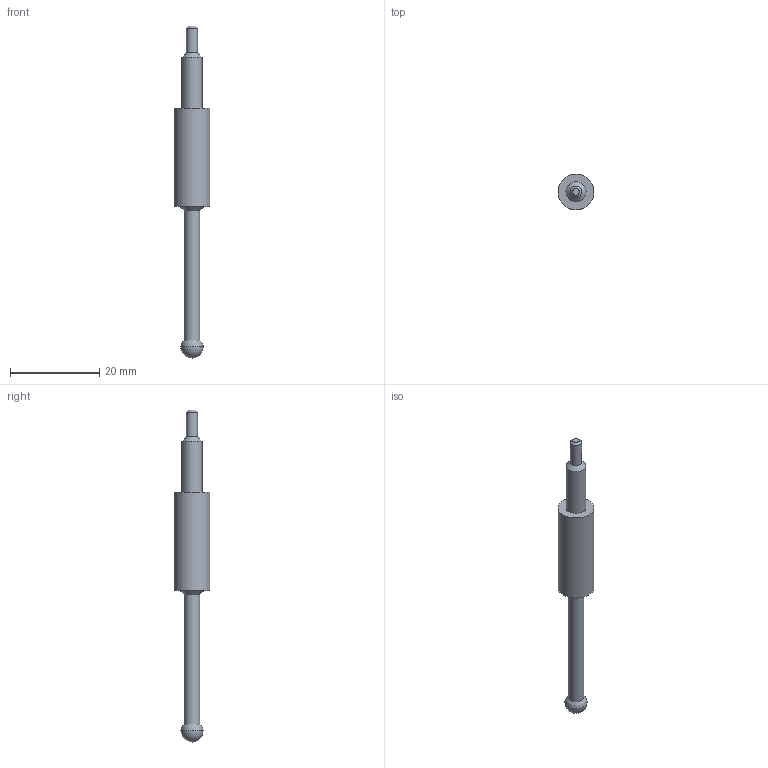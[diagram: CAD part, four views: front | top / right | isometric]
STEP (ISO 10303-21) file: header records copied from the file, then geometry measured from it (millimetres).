
FILE_DESCRIPTION(/* description */ (''),/* implementation_level */ '2;1');
FILE_NAME(/* name */ 'DCM1M.stp',/* time_stamp */ '2014-11-27T15:15:45+01:00',/* author */ ('sh'),/* organization */ (''),/* preprocessor_version */ 'ST-DEVELOPER v15.2',/* originating_system */ 'Autodesk Inventor 2014',/* authorisation */ '');
FILE_SCHEMA (('AUTOMOTIVE_DESIGN { 1 0 10303 214 3 1 1 }'));
Length unit declared in the file: millimetre
Products named in the file (1): DCM1M
Bounding box: 8 x 8 x 74.5 mm (x, y, z)
Volume: 1679.5 mm3; surface area: 1243.8 mm2
Topology: 1 solids, 1 shells, 12 faces, 23 edges, 14 vertices
Faces by surface type: cylinder 4, cone 3, plane 3, bspline 1, sphere 1
Full cylindrical faces by diameter (mm): 2.5 x1, 3.5 x1, 4.5 x1, 8 x1
Entity records: 311 total; most frequent: CARTESIAN_POINT 68, DIRECTION 50, ORIENTED_EDGE 28, AXIS2_PLACEMENT_3D 25, EDGE_LOOP 21, EDGE_CURVE 14, CIRCLE 13, VERTEX_POINT 13
